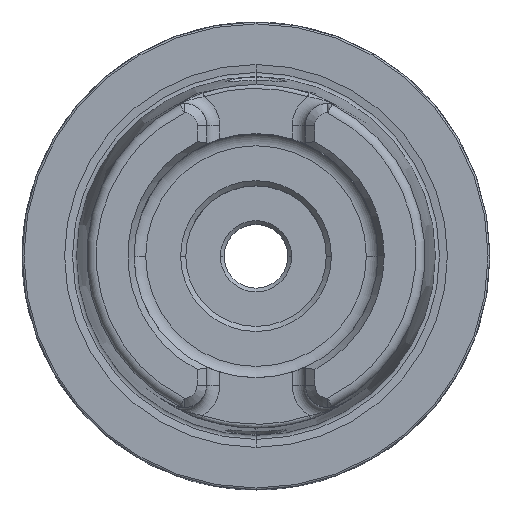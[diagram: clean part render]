
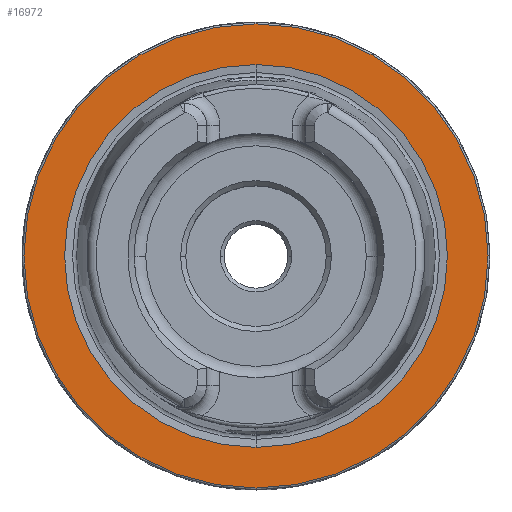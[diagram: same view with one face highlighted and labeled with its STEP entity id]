
A CAD part, top view. The second image highlights one B-rep face of the part: STEP entity #16972.
In plain terms, the highlighted planar face has unit normal (0, 0, 1).
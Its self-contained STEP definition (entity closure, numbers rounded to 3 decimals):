
#333 = DIRECTION ( 'NONE',  ( 0., 0., -1. ) ) ;
#573 = AXIS2_PLACEMENT_3D ( 'NONE', #1281, #11017, #2699 ) ;
#753 = DIRECTION ( 'NONE',  ( 0., -1., 0. ) ) ;
#1271 = VERTEX_POINT ( 'NONE', #14139 ) ;
#1281 = CARTESIAN_POINT ( 'NONE',  ( 0., 24.975, 0. ) ) ;
#2510 = FACE_OUTER_BOUND ( 'NONE', #5130, .T. ) ;
#2699 = DIRECTION ( 'NONE',  ( 0., -1., 0. ) ) ;
#3415 = CIRCLE ( 'NONE', #9201, 24.775 ) ;
#4056 = PLANE ( 'NONE',  #573 ) ;
#4612 = CARTESIAN_POINT ( 'NONE',  ( 0., 0., 0. ) ) ;
#4653 = EDGE_CURVE ( 'NONE', #7416, #5004, #5065, .T. ) ;
#4883 = ORIENTED_EDGE ( 'NONE', *, *, #12753, .T. ) ;
#5004 = VERTEX_POINT ( 'NONE', #14079 ) ;
#5065 = CIRCLE ( 'NONE', #8440, 24.775 ) ;
#5130 = EDGE_LOOP ( 'NONE', ( #7915, #13772 ) ) ;
#6018 = DIRECTION ( 'NONE',  ( 0., -1., 0. ) ) ;
#6672 = ORIENTED_EDGE ( 'NONE', *, *, #16533, .T. ) ;
#7365 = CARTESIAN_POINT ( 'NONE',  ( 0., 0., 0. ) ) ;
#7416 = VERTEX_POINT ( 'NONE', #13507 ) ;
#7915 = ORIENTED_EDGE ( 'NONE', *, *, #4653, .T. ) ;
#7978 = EDGE_LOOP ( 'NONE', ( #4883, #6672 ) ) ;
#8440 = AXIS2_PLACEMENT_3D ( 'NONE', #4612, #14278, #6018 ) ;
#8683 = CARTESIAN_POINT ( 'NONE',  ( 0., 0., 0. ) ) ;
#8735 = DIRECTION ( 'NONE',  ( 0., 1., 0. ) ) ;
#9102 = DIRECTION ( 'NONE',  ( 0., 0., 1. ) ) ;
#9201 = AXIS2_PLACEMENT_3D ( 'NONE', #17329, #9102, #753 ) ;
#10085 = DIRECTION ( 'NONE',  ( 0., 1., 0. ) ) ;
#11017 = DIRECTION ( 'NONE',  ( 0., 0., 1. ) ) ;
#12753 = EDGE_CURVE ( 'NONE', #1271, #15550, #13662, .T. ) ;
#13507 = CARTESIAN_POINT ( 'NONE',  ( 0., -24.775, 0. ) ) ;
#13662 = CIRCLE ( 'NONE', #14333, 20.434 ) ;
#13772 = ORIENTED_EDGE ( 'NONE', *, *, #14802, .T. ) ;
#14079 = CARTESIAN_POINT ( 'NONE',  ( 0., 24.775, 0. ) ) ;
#14139 = CARTESIAN_POINT ( 'NONE',  ( 0., -20.434, 0. ) ) ;
#14205 = CARTESIAN_POINT ( 'NONE',  ( 0., 20.434, 0. ) ) ;
#14278 = DIRECTION ( 'NONE',  ( 0., 0., 1. ) ) ;
#14306 = AXIS2_PLACEMENT_3D ( 'NONE', #7365, #16960, #8735 ) ;
#14333 = AXIS2_PLACEMENT_3D ( 'NONE', #8683, #333, #10085 ) ;
#14802 = EDGE_CURVE ( 'NONE', #5004, #7416, #3415, .T. ) ;
#15550 = VERTEX_POINT ( 'NONE', #14205 ) ;
#16533 = EDGE_CURVE ( 'NONE', #15550, #1271, #16581, .T. ) ;
#16581 = CIRCLE ( 'NONE', #14306, 20.434 ) ;
#16960 = DIRECTION ( 'NONE',  ( 0., 0., -1. ) ) ;
#16972 = ADVANCED_FACE ( 'NONE', ( #2510, #17182 ), #4056, .T. ) ;
#17182 = FACE_BOUND ( 'NONE', #7978, .T. ) ;
#17329 = CARTESIAN_POINT ( 'NONE',  ( 0., 0., 0. ) ) ;
